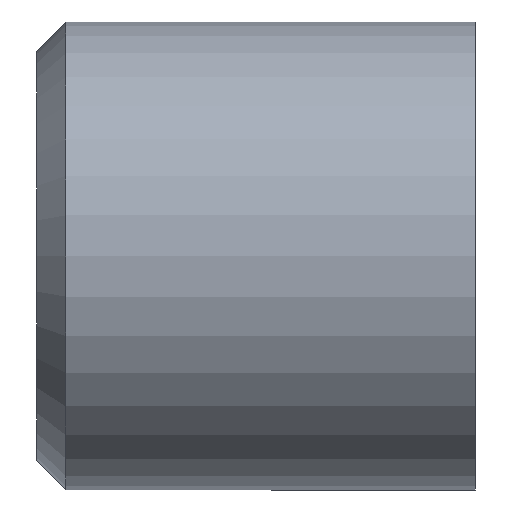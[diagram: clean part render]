
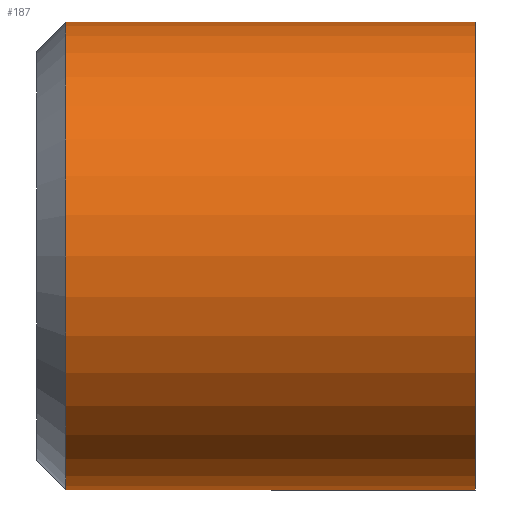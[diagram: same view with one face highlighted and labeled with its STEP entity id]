
A CAD part, left-side view. The second image highlights one B-rep face of the part: STEP entity #187.
In plain terms, the highlighted cylindrical face has radius 8 mm (diameter 16 mm), a partial arc.
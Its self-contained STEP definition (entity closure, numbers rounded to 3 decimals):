
#19 = AXIS2_PLACEMENT_3D ( 'NONE', #165, #356, #219 ) ;
#29 = LINE ( 'NONE', #346, #104 ) ;
#48 = DIRECTION ( 'NONE',  ( 0., 0., -1. ) ) ;
#61 = EDGE_CURVE ( 'NONE', #307, #259, #29, .T. ) ;
#79 = DIRECTION ( 'NONE',  ( 0., -1., 0. ) ) ;
#104 = VECTOR ( 'NONE', #184, 1000. ) ;
#107 = VECTOR ( 'NONE', #247, 1000. ) ;
#132 = FACE_OUTER_BOUND ( 'NONE', #336, .T. ) ;
#134 = CARTESIAN_POINT ( 'NONE',  ( 0., 14., 8. ) ) ;
#149 = AXIS2_PLACEMENT_3D ( 'NONE', #306, #284, #48 ) ;
#150 = DIRECTION ( 'NONE',  ( 0., 0., -1. ) ) ;
#153 = ORIENTED_EDGE ( 'NONE', *, *, #344, .T. ) ;
#162 = CIRCLE ( 'NONE', #149, 8. ) ;
#165 = CARTESIAN_POINT ( 'NONE',  ( 0., 0., 0. ) ) ;
#184 = DIRECTION ( 'NONE',  ( 0., -1., 0. ) ) ;
#187 = ADVANCED_FACE ( 'NONE', ( #132 ), #300, .T. ) ;
#192 = CARTESIAN_POINT ( 'NONE',  ( 0., 14., -8. ) ) ;
#196 = CARTESIAN_POINT ( 'NONE',  ( 0., 0., 8. ) ) ;
#199 = VERTEX_POINT ( 'NONE', #192 ) ;
#219 = DIRECTION ( 'NONE',  ( 0., 0., -1. ) ) ;
#222 = EDGE_CURVE ( 'NONE', #199, #374, #245, .T. ) ;
#225 = CARTESIAN_POINT ( 'NONE',  ( 0., 0., -8. ) ) ;
#226 = CARTESIAN_POINT ( 'NONE',  ( 0., 0., -8. ) ) ;
#245 = LINE ( 'NONE', #225, #107 ) ;
#247 = DIRECTION ( 'NONE',  ( 0., -1., 0. ) ) ;
#259 = VERTEX_POINT ( 'NONE', #196 ) ;
#284 = DIRECTION ( 'NONE',  ( 0., -1., 0. ) ) ;
#285 = ORIENTED_EDGE ( 'NONE', *, *, #61, .F. ) ;
#300 = CYLINDRICAL_SURFACE ( 'NONE', #19, 8. ) ;
#301 = CIRCLE ( 'NONE', #363, 8. ) ;
#306 = CARTESIAN_POINT ( 'NONE',  ( 0., 0., 0. ) ) ;
#307 = VERTEX_POINT ( 'NONE', #134 ) ;
#332 = CARTESIAN_POINT ( 'NONE',  ( 0., 14., 0. ) ) ;
#333 = ORIENTED_EDGE ( 'NONE', *, *, #222, .T. ) ;
#336 = EDGE_LOOP ( 'NONE', ( #285, #153, #333, #341 ) ) ;
#341 = ORIENTED_EDGE ( 'NONE', *, *, #367, .F. ) ;
#344 = EDGE_CURVE ( 'NONE', #307, #199, #301, .T. ) ;
#346 = CARTESIAN_POINT ( 'NONE',  ( 0., 0., 8. ) ) ;
#356 = DIRECTION ( 'NONE',  ( 0., -1., 0. ) ) ;
#363 = AXIS2_PLACEMENT_3D ( 'NONE', #332, #79, #150 ) ;
#367 = EDGE_CURVE ( 'NONE', #259, #374, #162, .T. ) ;
#374 = VERTEX_POINT ( 'NONE', #226 ) ;
